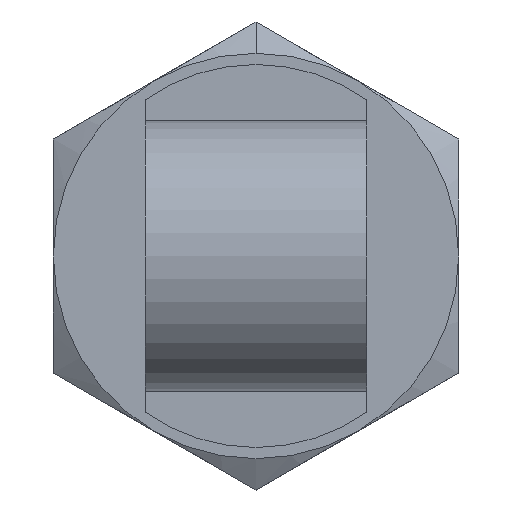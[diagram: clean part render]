
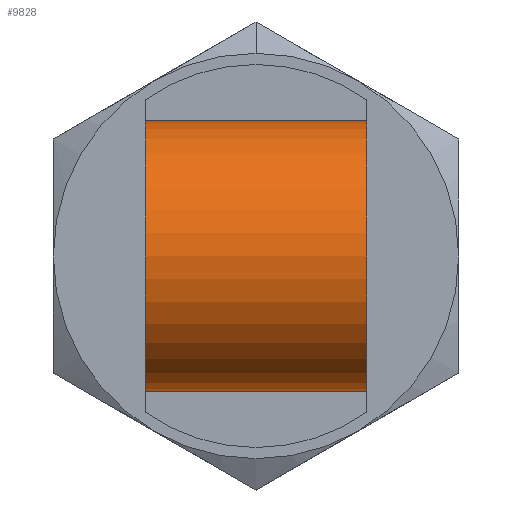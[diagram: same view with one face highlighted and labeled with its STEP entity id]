
A CAD part, left-side view. The second image highlights one B-rep face of the part: STEP entity #9828.
In plain terms, the highlighted cylindrical face has radius 3.175 mm (diameter 6.35 mm), a partial arc.
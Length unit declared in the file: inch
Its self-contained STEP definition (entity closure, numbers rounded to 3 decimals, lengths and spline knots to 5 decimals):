
#895 = DIRECTION ( 'NONE',  ( 1., 0., 0. ) ) ;
#2948 = ORIENTED_EDGE ( 'NONE', *, *, #11359, .T. ) ;
#3032 = CARTESIAN_POINT ( 'NONE',  ( -0.125, 0., -0.1025 ) ) ;
#4483 = DIRECTION ( 'NONE',  ( 0., 0., -1. ) ) ;
#5170 = LINE ( 'NONE', #16170, #7095 ) ;
#5309 = EDGE_CURVE ( 'NONE', #13717, #9942, #12898, .T. ) ;
#5393 = CARTESIAN_POINT ( 'NONE',  ( 0.125, 0., -0.1025 ) ) ;
#5482 = DIRECTION ( 'NONE',  ( 1., 0., 0. ) ) ;
#6104 = AXIS2_PLACEMENT_3D ( 'NONE', #12281, #13586, #895 ) ;
#6477 = DIRECTION ( 'NONE',  ( 0., 0., -1. ) ) ;
#6757 = AXIS2_PLACEMENT_3D ( 'NONE', #9744, #12698, #5482 ) ;
#7060 = VERTEX_POINT ( 'NONE', #5393 ) ;
#7095 = VECTOR ( 'NONE', #6477, 39.37008 ) ;
#7356 = CARTESIAN_POINT ( 'NONE',  ( 0.125, 0., 0.1025 ) ) ;
#7947 = VERTEX_POINT ( 'NONE', #3032 ) ;
#8154 = CYLINDRICAL_SURFACE ( 'NONE', #10299, 0.125 ) ;
#9744 = CARTESIAN_POINT ( 'NONE',  ( 0., 0., -0.1025 ) ) ;
#9828 = ADVANCED_FACE ( 'NONE', ( #14895 ), #8154, .T. ) ;
#9942 = VERTEX_POINT ( 'NONE', #13885 ) ;
#10299 = AXIS2_PLACEMENT_3D ( 'NONE', #17945, #14989, #10935 ) ;
#10935 = DIRECTION ( 'NONE',  ( -1., 0., 0. ) ) ;
#11359 = EDGE_CURVE ( 'NONE', #7060, #7947, #17388, .T. ) ;
#12281 = CARTESIAN_POINT ( 'NONE',  ( 0., 0., 0.1025 ) ) ;
#12698 = DIRECTION ( 'NONE',  ( 0., 0., 1. ) ) ;
#12759 = EDGE_LOOP ( 'NONE', ( #2948, #16889, #15889, #18137 ) ) ;
#12898 = CIRCLE ( 'NONE', #6104, 0.125 ) ;
#13040 = CARTESIAN_POINT ( 'NONE',  ( 0.125, 0., 0.1025 ) ) ;
#13586 = DIRECTION ( 'NONE',  ( 0., 0., 1. ) ) ;
#13717 = VERTEX_POINT ( 'NONE', #13040 ) ;
#13871 = VECTOR ( 'NONE', #4483, 39.37008 ) ;
#13885 = CARTESIAN_POINT ( 'NONE',  ( -0.125, 0., 0.1025 ) ) ;
#14225 = EDGE_CURVE ( 'NONE', #13717, #7060, #14365, .T. ) ;
#14365 = LINE ( 'NONE', #7356, #13871 ) ;
#14895 = FACE_OUTER_BOUND ( 'NONE', #12759, .T. ) ;
#14989 = DIRECTION ( 'NONE',  ( 0., 0., -1. ) ) ;
#15131 = EDGE_CURVE ( 'NONE', #9942, #7947, #5170, .T. ) ;
#15889 = ORIENTED_EDGE ( 'NONE', *, *, #5309, .F. ) ;
#16170 = CARTESIAN_POINT ( 'NONE',  ( -0.125, 0., 0.1025 ) ) ;
#16889 = ORIENTED_EDGE ( 'NONE', *, *, #15131, .F. ) ;
#17388 = CIRCLE ( 'NONE', #6757, 0.125 ) ;
#17945 = CARTESIAN_POINT ( 'NONE',  ( 0., 0., 0.1025 ) ) ;
#18137 = ORIENTED_EDGE ( 'NONE', *, *, #14225, .T. ) ;
